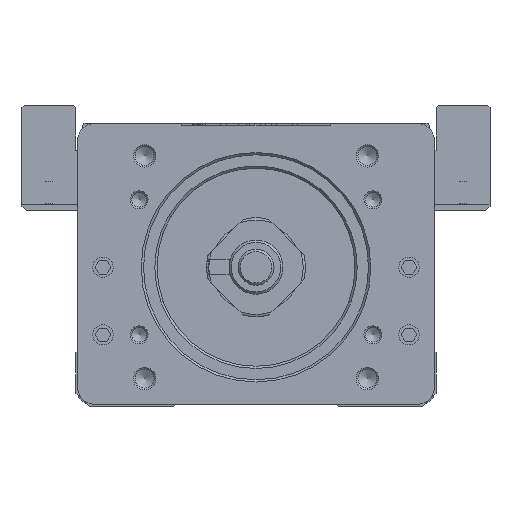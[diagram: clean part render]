
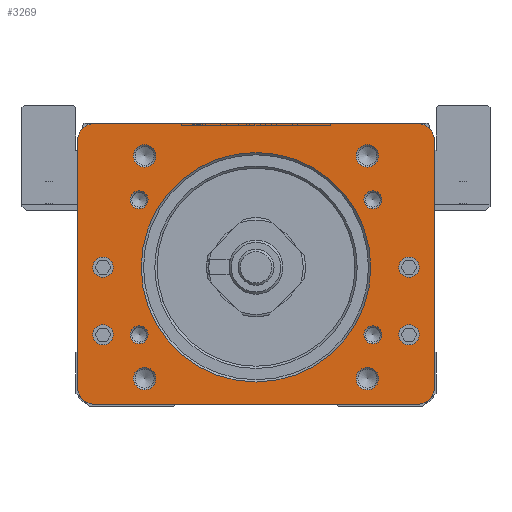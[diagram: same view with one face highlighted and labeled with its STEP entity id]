
A CAD part, front view. The second image highlights one B-rep face of the part: STEP entity #3269.
In plain terms, the highlighted planar face has unit normal (0, -1, 0).
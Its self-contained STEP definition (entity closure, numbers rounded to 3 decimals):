
#3269=ADVANCED_FACE('',(#5766,#5767,#5768,#5769,#5770,#5771,#5772,#5773,
#5774,#5775,#5776,#5777,#5778,#5779),#4696,.T.);
#4696=PLANE('',#31657);
#5766=FACE_BOUND('',#7466,.T.);
#5767=FACE_BOUND('',#7467,.T.);
#5768=FACE_BOUND('',#7468,.T.);
#5769=FACE_BOUND('',#7469,.T.);
#5770=FACE_BOUND('',#7470,.T.);
#5771=FACE_BOUND('',#7471,.T.);
#5772=FACE_BOUND('',#7472,.T.);
#5773=FACE_BOUND('',#7473,.T.);
#5774=FACE_BOUND('',#7474,.T.);
#5775=FACE_BOUND('',#7475,.T.);
#5776=FACE_BOUND('',#7476,.T.);
#5777=FACE_BOUND('',#7477,.T.);
#5778=FACE_BOUND('',#7478,.T.);
#5779=FACE_BOUND('',#7479,.T.);
#7466=EDGE_LOOP('',(#13658));
#7467=EDGE_LOOP('',(#13659));
#7468=EDGE_LOOP('',(#13660));
#7469=EDGE_LOOP('',(#13661));
#7470=EDGE_LOOP('',(#13662));
#7471=EDGE_LOOP('',(#13663));
#7472=EDGE_LOOP('',(#13664));
#7473=EDGE_LOOP('',(#13665));
#7474=EDGE_LOOP('',(#13666));
#7475=EDGE_LOOP('',(#13667));
#7476=EDGE_LOOP('',(#13668));
#7477=EDGE_LOOP('',(#13669));
#7478=EDGE_LOOP('',(#13670));
#7479=EDGE_LOOP('',(#13671,#13672,#13673,#13674,#13675,#13676,#13677,#13678));
#8943=CIRCLE('',#31467,4.);
#8944=CIRCLE('',#31469,4.);
#8945=CIRCLE('',#31471,2.);
#8946=CIRCLE('',#31473,2.);
#8947=CIRCLE('',#31475,2.);
#8948=CIRCLE('',#31477,2.);
#8949=CIRCLE('',#31479,2.5);
#8950=CIRCLE('',#31481,2.5);
#8951=CIRCLE('',#31483,2.5);
#8952=CIRCLE('',#31485,2.5);
#8953=CIRCLE('',#31487,25.5);
#8958=CIRCLE('',#31496,2.25);
#8960=CIRCLE('',#31499,2.25);
#8962=CIRCLE('',#31502,2.25);
#8964=CIRCLE('',#31505,2.25);
#9032=CIRCLE('',#31653,4.);
#9034=CIRCLE('',#31656,4.);
#13658=ORIENTED_EDGE('',*,*,#22412,.T.);
#13659=ORIENTED_EDGE('',*,*,#22411,.T.);
#13660=ORIENTED_EDGE('',*,*,#22410,.T.);
#13661=ORIENTED_EDGE('',*,*,#22409,.T.);
#13662=ORIENTED_EDGE('',*,*,#22408,.T.);
#13663=ORIENTED_EDGE('',*,*,#22407,.T.);
#13664=ORIENTED_EDGE('',*,*,#22406,.T.);
#13665=ORIENTED_EDGE('',*,*,#22405,.T.);
#13666=ORIENTED_EDGE('',*,*,#22404,.T.);
#13667=ORIENTED_EDGE('',*,*,#22424,.T.);
#13668=ORIENTED_EDGE('',*,*,#22422,.T.);
#13669=ORIENTED_EDGE('',*,*,#22420,.T.);
#13670=ORIENTED_EDGE('',*,*,#22418,.T.);
#13671=ORIENTED_EDGE('',*,*,#22589,.T.);
#13672=ORIENTED_EDGE('',*,*,#22592,.T.);
#13673=ORIENTED_EDGE('',*,*,#22593,.T.);
#13674=ORIENTED_EDGE('',*,*,#22528,.T.);
#13675=ORIENTED_EDGE('',*,*,#22402,.T.);
#13676=ORIENTED_EDGE('',*,*,#22466,.T.);
#13677=ORIENTED_EDGE('',*,*,#22399,.T.);
#13678=ORIENTED_EDGE('',*,*,#22521,.T.);
#18985=VERTEX_POINT('',#46675);
#18986=VERTEX_POINT('',#46677);
#18987=VERTEX_POINT('',#46681);
#18988=VERTEX_POINT('',#46683);
#18989=VERTEX_POINT('',#46687);
#18990=VERTEX_POINT('',#46690);
#18991=VERTEX_POINT('',#46693);
#18992=VERTEX_POINT('',#46696);
#18993=VERTEX_POINT('',#46699);
#18994=VERTEX_POINT('',#46702);
#18995=VERTEX_POINT('',#46705);
#18996=VERTEX_POINT('',#46708);
#18997=VERTEX_POINT('',#46711);
#19002=VERTEX_POINT('',#46726);
#19004=VERTEX_POINT('',#46731);
#19006=VERTEX_POINT('',#46736);
#19008=VERTEX_POINT('',#46741);
#19075=VERTEX_POINT('',#47050);
#19080=VERTEX_POINT('',#47064);
#19136=VERTEX_POINT('',#47207);
#19138=VERTEX_POINT('',#47213);
#22399=EDGE_CURVE('',#18986,#18985,#8943,.T.);
#22402=EDGE_CURVE('',#18988,#18987,#8944,.T.);
#22404=EDGE_CURVE('',#18989,#18989,#8945,.T.);
#22405=EDGE_CURVE('',#18990,#18990,#8946,.T.);
#22406=EDGE_CURVE('',#18991,#18991,#8947,.T.);
#22407=EDGE_CURVE('',#18992,#18992,#8948,.T.);
#22408=EDGE_CURVE('',#18993,#18993,#8949,.T.);
#22409=EDGE_CURVE('',#18994,#18994,#8950,.T.);
#22410=EDGE_CURVE('',#18995,#18995,#8951,.T.);
#22411=EDGE_CURVE('',#18996,#18996,#8952,.T.);
#22412=EDGE_CURVE('',#18997,#18997,#8953,.T.);
#22418=EDGE_CURVE('',#19002,#19002,#8958,.T.);
#22420=EDGE_CURVE('',#19004,#19004,#8960,.T.);
#22422=EDGE_CURVE('',#19006,#19006,#8962,.T.);
#22424=EDGE_CURVE('',#19008,#19008,#8964,.T.);
#22466=EDGE_CURVE('',#18987,#18986,#25949,.T.);
#22521=EDGE_CURVE('',#18985,#19075,#25974,.T.);
#22528=EDGE_CURVE('',#19080,#18988,#25981,.T.);
#22589=EDGE_CURVE('',#19075,#19136,#9032,.T.);
#22592=EDGE_CURVE('',#19136,#19138,#26007,.T.);
#22593=EDGE_CURVE('',#19138,#19080,#9034,.T.);
#25949=LINE('',#46886,#28851);
#25974=LINE('',#47051,#28876);
#25981=LINE('',#47063,#28883);
#26007=LINE('',#47212,#28909);
#28851=VECTOR('',#37053,1.);
#28876=VECTOR('',#37188,1.);
#28883=VECTOR('',#37197,1.);
#28909=VECTOR('',#37353,1.);
#31467=AXIS2_PLACEMENT_3D('',#46676,#36892,#36893);
#31469=AXIS2_PLACEMENT_3D('',#46682,#36898,#36899);
#31471=AXIS2_PLACEMENT_3D('',#46686,#36903,#36904);
#31473=AXIS2_PLACEMENT_3D('',#46689,#36907,#36908);
#31475=AXIS2_PLACEMENT_3D('',#46692,#36911,#36912);
#31477=AXIS2_PLACEMENT_3D('',#46695,#36915,#36916);
#31479=AXIS2_PLACEMENT_3D('',#46698,#36919,#36920);
#31481=AXIS2_PLACEMENT_3D('',#46701,#36923,#36924);
#31483=AXIS2_PLACEMENT_3D('',#46704,#36927,#36928);
#31485=AXIS2_PLACEMENT_3D('',#46707,#36931,#36932);
#31487=AXIS2_PLACEMENT_3D('',#46710,#36935,#36936);
#31496=AXIS2_PLACEMENT_3D('',#46725,#36954,#36955);
#31499=AXIS2_PLACEMENT_3D('',#46730,#36960,#36961);
#31502=AXIS2_PLACEMENT_3D('',#46735,#36966,#36967);
#31505=AXIS2_PLACEMENT_3D('',#46740,#36972,#36973);
#31653=AXIS2_PLACEMENT_3D('',#47206,#37346,#37347);
#31656=AXIS2_PLACEMENT_3D('',#47214,#37354,#37355);
#31657=AXIS2_PLACEMENT_3D('',#47215,#37356,#37357);
#36892=DIRECTION('',(0.,-1.,0.));
#36893=DIRECTION('',(1.,0.,0.));
#36898=DIRECTION('',(0.,-1.,0.));
#36899=DIRECTION('',(1.,0.,0.));
#36903=DIRECTION('',(0.,1.,0.));
#36904=DIRECTION('',(0.,0.,-1.));
#36907=DIRECTION('',(0.,1.,0.));
#36908=DIRECTION('',(0.,0.,-1.));
#36911=DIRECTION('',(0.,1.,0.));
#36912=DIRECTION('',(0.,0.,-1.));
#36915=DIRECTION('',(0.,1.,0.));
#36916=DIRECTION('',(0.,0.,-1.));
#36919=DIRECTION('',(0.,1.,0.));
#36920=DIRECTION('',(0.,0.,-1.));
#36923=DIRECTION('',(0.,1.,0.));
#36924=DIRECTION('',(0.,0.,-1.));
#36927=DIRECTION('',(0.,1.,0.));
#36928=DIRECTION('',(0.,0.,-1.));
#36931=DIRECTION('',(0.,1.,0.));
#36932=DIRECTION('',(0.,0.,-1.));
#36935=DIRECTION('',(0.,1.,0.));
#36936=DIRECTION('',(0.,0.,-1.));
#36954=DIRECTION('',(0.,1.,0.));
#36955=DIRECTION('',(0.,0.,-1.));
#36960=DIRECTION('',(0.,1.,0.));
#36961=DIRECTION('',(0.,0.,-1.));
#36966=DIRECTION('',(0.,1.,0.));
#36967=DIRECTION('',(0.,0.,-1.));
#36972=DIRECTION('',(0.,1.,0.));
#36973=DIRECTION('',(0.,0.,-1.));
#37053=DIRECTION('',(-1.,0.,0.));
#37188=DIRECTION('',(0.,0.,-1.));
#37197=DIRECTION('',(0.,0.,1.));
#37346=DIRECTION('',(0.,-1.,0.));
#37347=DIRECTION('',(1.,0.,0.));
#37353=DIRECTION('',(1.,0.,0.));
#37354=DIRECTION('',(0.,-1.,0.));
#37355=DIRECTION('',(1.,0.,0.));
#37356=DIRECTION('',(0.,-1.,0.));
#37357=DIRECTION('',(0.,0.,1.));
#46675=CARTESIAN_POINT('',(-39.7,-243.7,40.));
#46676=CARTESIAN_POINT('',(-35.7,-243.7,40.));
#46677=CARTESIAN_POINT('',(-35.7,-243.7,44.));
#46681=CARTESIAN_POINT('',(35.7,-243.7,44.));
#46682=CARTESIAN_POINT('',(35.7,-243.7,40.));
#46683=CARTESIAN_POINT('',(39.7,-243.7,40.));
#46686=CARTESIAN_POINT('',(-25.981,-243.7,27.));
#46687=CARTESIAN_POINT('',(-25.981,-243.7,25.));
#46689=CARTESIAN_POINT('',(-25.981,-243.7,-3.));
#46690=CARTESIAN_POINT('',(-25.981,-243.7,-5.));
#46692=CARTESIAN_POINT('',(25.981,-243.7,27.));
#46693=CARTESIAN_POINT('',(25.981,-243.7,25.));
#46695=CARTESIAN_POINT('',(25.981,-243.7,-3.));
#46696=CARTESIAN_POINT('',(25.981,-243.7,-5.));
#46698=CARTESIAN_POINT('',(24.749,-243.7,36.749));
#46699=CARTESIAN_POINT('',(24.749,-243.7,34.249));
#46701=CARTESIAN_POINT('',(24.749,-243.7,-12.749));
#46702=CARTESIAN_POINT('',(24.749,-243.7,-15.249));
#46704=CARTESIAN_POINT('',(-24.749,-243.7,-12.749));
#46705=CARTESIAN_POINT('',(-24.749,-243.7,-15.249));
#46707=CARTESIAN_POINT('',(-24.749,-243.7,36.749));
#46708=CARTESIAN_POINT('',(-24.749,-243.7,34.249));
#46710=CARTESIAN_POINT('',(0.,-243.7,12.));
#46711=CARTESIAN_POINT('',(0.,-243.7,-13.5));
#46725=CARTESIAN_POINT('',(34.,-243.7,12.));
#46726=CARTESIAN_POINT('',(34.,-243.7,9.75));
#46730=CARTESIAN_POINT('',(34.,-243.7,-3.));
#46731=CARTESIAN_POINT('',(34.,-243.7,-5.25));
#46735=CARTESIAN_POINT('',(-34.,-243.7,12.));
#46736=CARTESIAN_POINT('',(-34.,-243.7,9.75));
#46740=CARTESIAN_POINT('',(-34.,-243.7,-3.));
#46741=CARTESIAN_POINT('',(-34.,-243.7,-5.25));
#46886=CARTESIAN_POINT('',(35.7,-243.7,44.));
#47050=CARTESIAN_POINT('',(-39.7,-243.7,-14.5));
#47051=CARTESIAN_POINT('',(-39.7,-243.7,40.));
#47063=CARTESIAN_POINT('',(39.7,-243.7,-14.5));
#47064=CARTESIAN_POINT('',(39.7,-243.7,-14.5));
#47206=CARTESIAN_POINT('',(-35.7,-243.7,-14.5));
#47207=CARTESIAN_POINT('',(-35.7,-243.7,-18.5));
#47212=CARTESIAN_POINT('',(-35.7,-243.7,-18.5));
#47213=CARTESIAN_POINT('',(35.7,-243.7,-18.5));
#47214=CARTESIAN_POINT('',(35.7,-243.7,-14.5));
#47215=CARTESIAN_POINT('',(-35.7,-243.7,-14.5));
